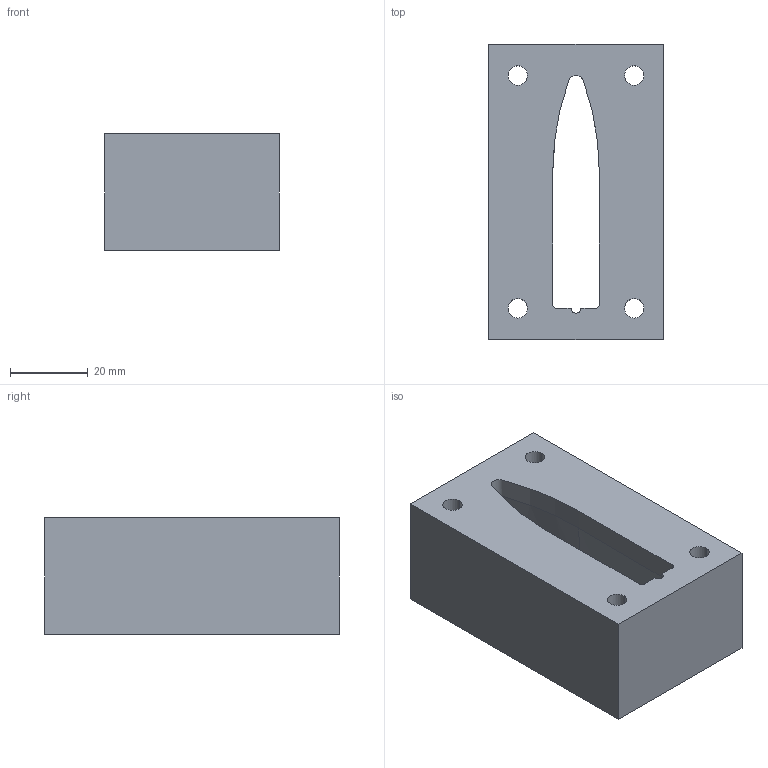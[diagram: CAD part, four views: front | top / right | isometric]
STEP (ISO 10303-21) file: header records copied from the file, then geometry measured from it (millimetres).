
FILE_DESCRIPTION (( 'STEP AP214' ), '1' );
FILE_NAME ('001-PD-003_Die Finish.STEP', '2022-01-17T08:07:26', ( '' ), ( '' ), 'SwSTEP 2.0', 'SolidWorks 2015', '' );
FILE_SCHEMA (( 'AUTOMOTIVE_DESIGN' ));
Length unit declared in the file: millimetre
Products named in the file (2): 001-PD-003_Die Finish
Bounding box: 45 x 76 x 30 mm (x, y, z)
Volume: 79671.1 mm3; surface area: 18556.1 mm2
Topology: 1 solids, 1 shells, 33 faces, 105 edges, 90 vertices
Faces by surface type: cylinder 14, plane 12, bspline 7
Entity records: 2059 total; most frequent: CARTESIAN_POINT 975, ORIENTED_EDGE 178, DIRECTION 157, EDGE_CURVE 89, VERTEX_POINT 58, AXIS2_PLACEMENT_3D 56, VECTOR 45, LINE 45
